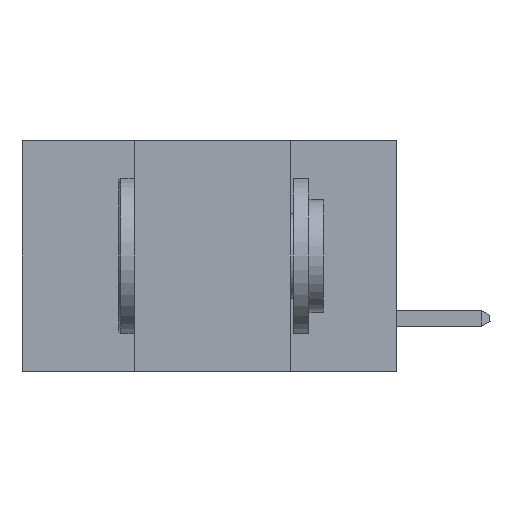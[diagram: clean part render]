
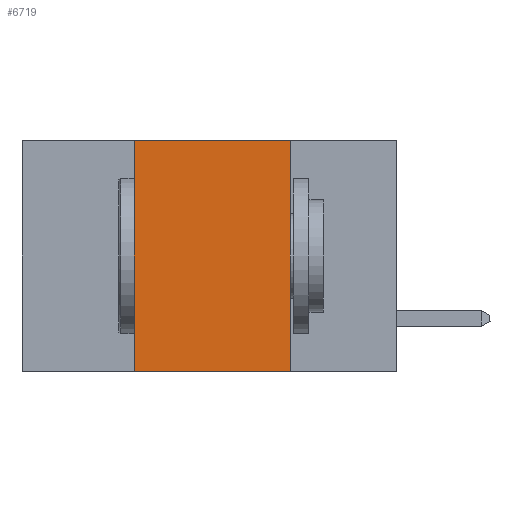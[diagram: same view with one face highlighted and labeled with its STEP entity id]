
A CAD part, left-side view. The second image highlights one B-rep face of the part: STEP entity #6719.
In plain terms, the highlighted planar face has unit normal (-1, 0, 0).
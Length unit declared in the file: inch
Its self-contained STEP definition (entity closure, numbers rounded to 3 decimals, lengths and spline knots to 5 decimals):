
#358 = ORIENTED_EDGE ( 'NONE', *, *, #24811, .F. ) ;
#1450 = CARTESIAN_POINT ( 'NONE',  ( 0., 0.6, -0.37 ) ) ;
#2668 = EDGE_CURVE ( 'NONE', #26554, #10831, #3115, .T. ) ;
#3072 = CARTESIAN_POINT ( 'NONE',  ( 0., 0.17, 0. ) ) ;
#3079 = DIRECTION ( 'NONE',  ( 0., 0., -1. ) ) ;
#3115 = LINE ( 'NONE', #10743, #20107 ) ;
#4517 = FACE_OUTER_BOUND ( 'NONE', #22467, .T. ) ;
#5071 = DIRECTION ( 'NONE',  ( 1., 0., 0. ) ) ;
#5657 = VERTEX_POINT ( 'NONE', #3072 ) ;
#6719 = ADVANCED_FACE ( 'NONE', ( #4517 ), #26325, .F. ) ;
#7347 = CARTESIAN_POINT ( 'NONE',  ( 0., 0.17, 0. ) ) ;
#7486 = ORIENTED_EDGE ( 'NONE', *, *, #12242, .T. ) ;
#7979 = DIRECTION ( 'NONE',  ( 0., -1., 0. ) ) ;
#8110 = EDGE_CURVE ( 'NONE', #5657, #22927, #8141, .T. ) ;
#8141 = LINE ( 'NONE', #7347, #24418 ) ;
#8583 = DIRECTION ( 'NONE',  ( 0., -1., 0. ) ) ;
#10743 = CARTESIAN_POINT ( 'NONE',  ( 0., 0.42, 0. ) ) ;
#10756 = CARTESIAN_POINT ( 'NONE',  ( 0., 0.6, 0. ) ) ;
#10831 = VERTEX_POINT ( 'NONE', #14885 ) ;
#12242 = EDGE_CURVE ( 'NONE', #26554, #22927, #16735, .T. ) ;
#14369 = LINE ( 'NONE', #10756, #19958 ) ;
#14885 = CARTESIAN_POINT ( 'NONE',  ( 0., 0.42, 0. ) ) ;
#15437 = ORIENTED_EDGE ( 'NONE', *, *, #8110, .F. ) ;
#15635 = CARTESIAN_POINT ( 'NONE',  ( 0., 0.17, -0.37 ) ) ;
#16299 = CARTESIAN_POINT ( 'NONE',  ( 0., 0.42, -0.37 ) ) ;
#16735 = LINE ( 'NONE', #1450, #21699 ) ;
#17796 = CARTESIAN_POINT ( 'NONE',  ( 0., 0.6, 0. ) ) ;
#18073 = ORIENTED_EDGE ( 'NONE', *, *, #2668, .F. ) ;
#19907 = DIRECTION ( 'NONE',  ( 0., 0., -1. ) ) ;
#19958 = VECTOR ( 'NONE', #8583, 39.37008 ) ;
#20107 = VECTOR ( 'NONE', #23858, 39.37008 ) ;
#21699 = VECTOR ( 'NONE', #7979, 39.37008 ) ;
#22467 = EDGE_LOOP ( 'NONE', ( #15437, #358, #18073, #7486 ) ) ;
#22927 = VERTEX_POINT ( 'NONE', #15635 ) ;
#23858 = DIRECTION ( 'NONE',  ( 0., 0., 1. ) ) ;
#24418 = VECTOR ( 'NONE', #3079, 39.37008 ) ;
#24811 = EDGE_CURVE ( 'NONE', #10831, #5657, #14369, .T. ) ;
#25296 = AXIS2_PLACEMENT_3D ( 'NONE', #17796, #5071, #19907 ) ;
#26325 = PLANE ( 'NONE',  #25296 ) ;
#26554 = VERTEX_POINT ( 'NONE', #16299 ) ;
